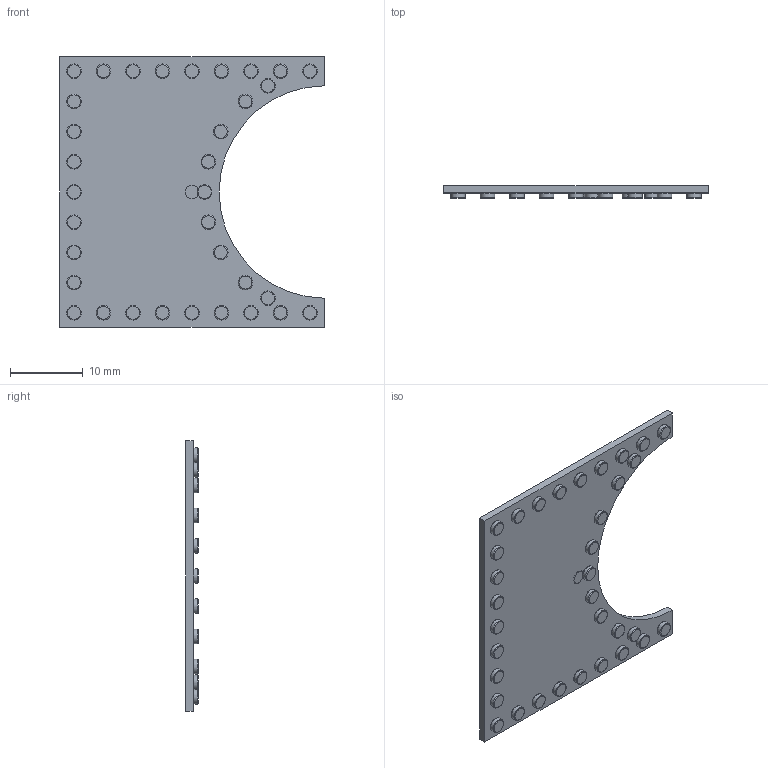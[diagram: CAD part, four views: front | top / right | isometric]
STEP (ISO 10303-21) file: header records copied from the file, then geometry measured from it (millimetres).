
FILE_DESCRIPTION(('TFLEX Exchange Step'),'2;1');
FILE_NAME(' бок 3.stp', '2022-03-31T12:12:29+03:00',('ilya'),('Unknown organisation'),'TFLEX Exchange 2022.0','T-FLEX CAD','Unknown authorisation');
FILE_SCHEMA( ('AUTOMOTIVE_DESIGN { 1 0 10303 214 1 1 1 1 }') );
Length unit declared in the file: millimetre
Products named in the file (2): норм заклепка; декор бок 3
Assembly tree (34 placements, depth 2):
  декор бок 3
    норм заклепка  x34
Bounding box: 36.5 x 1.7 x 37.28 mm (x, y, z)
Volume: 1103.7 mm3; surface area: 2574 mm2
Topology: 36 solids, 36 shells, 288 faces, 578 edges, 362 vertices
Faces by surface type: torus 140, plane 77, cylinder 71
Entity records: 977 total; most frequent: DIRECTION 152, CARTESIAN_POINT 107, PRODUCT_DEFINITION_SHAPE 69, ORIENTED_EDGE 68, AXIS2_PLACEMENT_3D 67, PRODUCT 35, PRODUCT_RELATED_PRODUCT_CATEGORY 35, PRODUCT_DEFINITION_FORMATION_WITH_SPECIFIED_SOURCE 35
